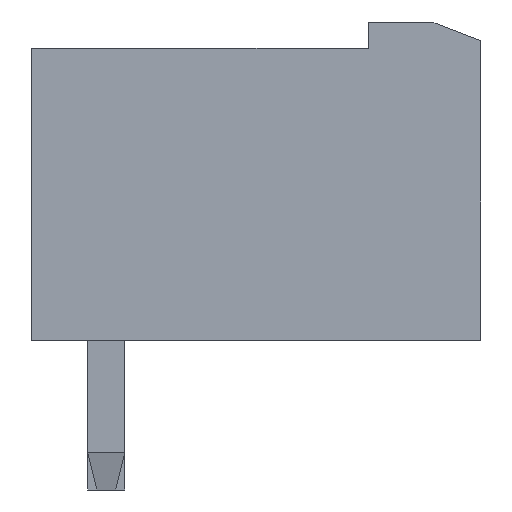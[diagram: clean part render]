
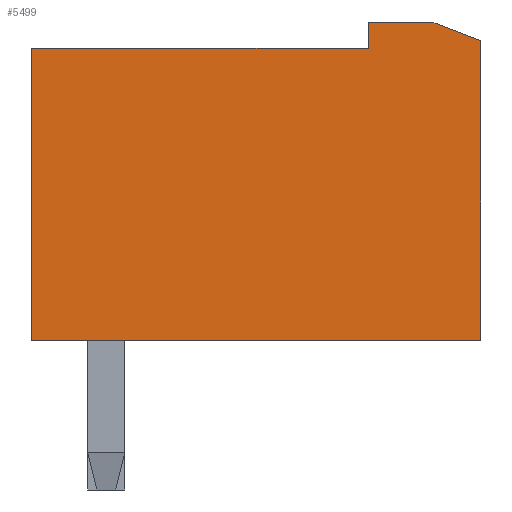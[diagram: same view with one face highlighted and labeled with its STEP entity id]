
A CAD part, left-side view. The second image highlights one B-rep face of the part: STEP entity #5499.
In plain terms, the highlighted planar face has unit normal (-1, 0, 0).
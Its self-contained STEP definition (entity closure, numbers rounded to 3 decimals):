
#16=DIRECTION('',(0.,1.,0.));
#17=VECTOR('',#16,12.);
#18=CARTESIAN_POINT('',(-0.8,0.,-3.9));
#19=LINE('',#18,#17);
#20=DIRECTION('',(0.,0.,1.));
#21=VECTOR('',#20,7.8);
#22=CARTESIAN_POINT('',(-0.8,12.,-3.9));
#23=LINE('',#22,#21);
#24=DIRECTION('',(0.,1.,0.));
#25=VECTOR('',#24,9.);
#26=CARTESIAN_POINT('',(-0.8,3.,3.9));
#27=LINE('',#26,#25);
#28=DIRECTION('',(0.,0.,-1.));
#29=VECTOR('',#28,0.7);
#30=CARTESIAN_POINT('',(-0.8,3.,4.6));
#31=LINE('',#30,#29);
#32=DIRECTION('',(0.,-1.,0.));
#33=VECTOR('',#32,1.7);
#34=CARTESIAN_POINT('',(-0.8,3.,4.6));
#35=LINE('',#34,#33);
#36=DIRECTION('',(0.,0.933,0.359));
#37=VECTOR('',#36,1.393);
#38=CARTESIAN_POINT('',(-0.8,0.,4.1));
#39=LINE('',#38,#37);
#40=DIRECTION('',(0.,0.,-1.));
#41=VECTOR('',#40,8.);
#42=CARTESIAN_POINT('',(-0.8,0.,4.1));
#43=LINE('',#42,#41);
#4622=CARTESIAN_POINT('',(-0.8,0.,-3.9));
#4623=CARTESIAN_POINT('',(-0.8,12.,-3.9));
#4624=VERTEX_POINT('',#4622);
#4625=VERTEX_POINT('',#4623);
#4626=CARTESIAN_POINT('',(-0.8,12.,3.9));
#4627=VERTEX_POINT('',#4626);
#4628=CARTESIAN_POINT('',(-0.8,3.,4.6));
#4629=CARTESIAN_POINT('',(-0.8,1.3,4.6));
#4630=VERTEX_POINT('',#4628);
#4631=VERTEX_POINT('',#4629);
#4632=CARTESIAN_POINT('',(-0.8,0.,4.1));
#4633=VERTEX_POINT('',#4632);
#4634=CARTESIAN_POINT('',(-0.8,3.,3.9));
#4635=VERTEX_POINT('',#4634);
#5478=CARTESIAN_POINT('',(-0.8,16.849,-12.15));
#5479=DIRECTION('',(-1.,0.,0.));
#5480=DIRECTION('',(0.,-1.,0.));
#5481=AXIS2_PLACEMENT_3D('',#5478,#5479,#5480);
#5482=PLANE('',#5481);
#5484=ORIENTED_EDGE('',*,*,#5483,.T.);
#5486=ORIENTED_EDGE('',*,*,#5485,.T.);
#5488=ORIENTED_EDGE('',*,*,#5487,.F.);
#5490=ORIENTED_EDGE('',*,*,#5489,.F.);
#5492=ORIENTED_EDGE('',*,*,#5491,.T.);
#5494=ORIENTED_EDGE('',*,*,#5493,.F.);
#5496=ORIENTED_EDGE('',*,*,#5495,.T.);
#5497=EDGE_LOOP('',(#5484,#5486,#5488,#5490,#5492,#5494,#5496));
#5498=FACE_OUTER_BOUND('',#5497,.F.);
#5499=ADVANCED_FACE('',(#5498),#5482,.T.);
#5483=EDGE_CURVE('',#4624,#4625,#19,.T.);
#5485=EDGE_CURVE('',#4625,#4627,#23,.T.);
#5487=EDGE_CURVE('',#4635,#4627,#27,.T.);
#5489=EDGE_CURVE('',#4630,#4635,#31,.T.);
#5491=EDGE_CURVE('',#4630,#4631,#35,.T.);
#5493=EDGE_CURVE('',#4633,#4631,#39,.T.);
#5495=EDGE_CURVE('',#4633,#4624,#43,.T.);
